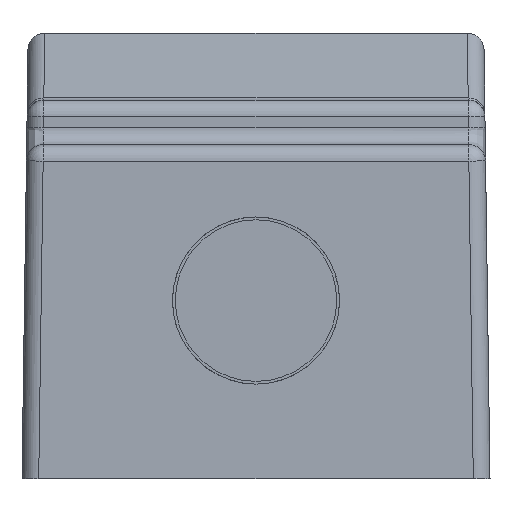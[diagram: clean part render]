
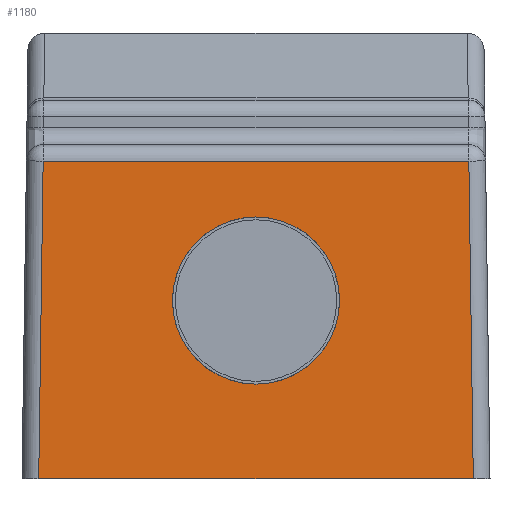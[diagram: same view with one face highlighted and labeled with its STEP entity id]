
A CAD part, front view. The second image highlights one B-rep face of the part: STEP entity #1180.
In plain terms, the highlighted planar face has unit normal (0, -1, 0.012).
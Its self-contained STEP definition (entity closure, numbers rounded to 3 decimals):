
#143=DIRECTION('',(-1.,0.,0.));
#144=VECTOR('',#143,7.641);
#145=CARTESIAN_POINT('',(-1.22,18.77,-2.296));
#146=LINE('',#145,#144);
#151=DIRECTION('',(0.014,-0.012,-1.));
#152=VECTOR('',#151,5.705);
#153=CARTESIAN_POINT('',(-1.22,18.77,-2.296));
#154=LINE('',#153,#152);
#155=DIRECTION('',(0.014,0.012,1.));
#156=VECTOR('',#155,5.705);
#157=CARTESIAN_POINT('',(-8.94,18.7,-8.));
#158=LINE('',#157,#156);
#159=CARTESIAN_POINT('',(-1.14,18.7,-8.));
#189=CARTESIAN_POINT('',(-8.94,18.7,-8.));
#191=DIRECTION('',(1.,0.,0.));
#192=VECTOR('',#191,7.8);
#193=CARTESIAN_POINT('',(-8.94,18.7,-8.));
#194=LINE('',#193,#192);
#733=CARTESIAN_POINT('',(-5.04,18.721,-6.3));
#734=CARTESIAN_POINT('',(-5.146,18.721,-6.3));
#735=CARTESIAN_POINT('',(-5.352,18.721,-6.278));
#736=CARTESIAN_POINT('',(-5.654,18.722,-6.181));
#737=CARTESIAN_POINT('',(-5.928,18.724,-6.023));
#738=CARTESIAN_POINT('',(-6.16,18.727,-5.814));
#739=CARTESIAN_POINT('',(-6.347,18.73,-5.558));
#740=CARTESIAN_POINT('',(-6.476,18.733,-5.269));
#741=CARTESIAN_POINT('',(-6.543,18.737,-4.96));
#742=CARTESIAN_POINT('',(-6.543,18.741,-4.644));
#743=CARTESIAN_POINT('',(-6.478,18.745,-4.336));
#744=CARTESIAN_POINT('',(-6.35,18.748,-4.047));
#745=CARTESIAN_POINT('',(-6.165,18.751,-3.791));
#746=CARTESIAN_POINT('',(-5.932,18.754,-3.58));
#747=CARTESIAN_POINT('',(-5.657,18.756,-3.42));
#748=CARTESIAN_POINT('',(-5.354,18.757,-3.322));
#749=CARTESIAN_POINT('',(-5.146,18.757,-3.3));
#750=CARTESIAN_POINT('',(-5.04,18.757,-3.3));
#761=CARTESIAN_POINT('',(-5.04,18.757,-3.3));
#762=CARTESIAN_POINT('',(-4.934,18.757,-3.3));
#763=CARTESIAN_POINT('',(-4.728,18.757,-3.322));
#764=CARTESIAN_POINT('',(-4.426,18.756,-3.419));
#765=CARTESIAN_POINT('',(-4.152,18.754,-3.577));
#766=CARTESIAN_POINT('',(-3.92,18.751,-3.786));
#767=CARTESIAN_POINT('',(-3.733,18.748,-4.042));
#768=CARTESIAN_POINT('',(-3.604,18.745,-4.331));
#769=CARTESIAN_POINT('',(-3.537,18.741,-4.64));
#770=CARTESIAN_POINT('',(-3.537,18.737,-4.956));
#771=CARTESIAN_POINT('',(-3.602,18.733,-5.264));
#772=CARTESIAN_POINT('',(-3.73,18.73,-5.553));
#773=CARTESIAN_POINT('',(-3.915,18.727,-5.809));
#774=CARTESIAN_POINT('',(-4.148,18.724,-6.02));
#775=CARTESIAN_POINT('',(-4.423,18.722,-6.18));
#776=CARTESIAN_POINT('',(-4.726,18.721,-6.278));
#777=CARTESIAN_POINT('',(-4.934,18.721,-6.3));
#778=CARTESIAN_POINT('',(-5.04,18.721,-6.3));
#888=VERTEX_POINT('',#159);
#898=VERTEX_POINT('',#189);
#899=CARTESIAN_POINT('',(-1.22,18.77,-2.296));
#900=VERTEX_POINT('',#899);
#903=CARTESIAN_POINT('',(-8.86,18.77,-2.296));
#904=VERTEX_POINT('',#903);
#905=VERTEX_POINT('',#733);
#906=VERTEX_POINT('',#750);
#1160=CARTESIAN_POINT('',(-5.04,18.7,
-7.996));
#1161=DIRECTION('',(0.,1.,-0.012));
#1162=DIRECTION('',(0.,-0.012,-1.));
#1163=AXIS2_PLACEMENT_3D('',#1160,#1161,#1162);
#1164=PLANE('',#1163);
#1166=ORIENTED_EDGE('',*,*,#1165,.T.);
#1168=ORIENTED_EDGE('',*,*,#1167,.F.);
#1170=ORIENTED_EDGE('',*,*,#1169,.T.);
#1171=ORIENTED_EDGE('',*,*,#1151,.F.);
#1172=EDGE_LOOP('',(#1166,#1168,#1170,#1171));
#1173=FACE_OUTER_BOUND('',#1172,.F.);
#1175=ORIENTED_EDGE('',*,*,#1174,.F.);
#1177=ORIENTED_EDGE('',*,*,#1176,.F.);
#1178=EDGE_LOOP('',(#1175,#1177));
#1179=FACE_BOUND('',#1178,.F.);
#1180=ADVANCED_FACE('',(#1173,#1179),#1164,.F.);
#751=B_SPLINE_CURVE_WITH_KNOTS('',3,(#733,#734,#735,#736,#737,#738,#739,#740,
#741,#742,#743,#744,#745,#746,#747,#748,#749,#750),.UNSPECIFIED.,.F.,.F.,(4,1,1,
1,1,1,1,1,1,1,1,1,1,1,1,4),(0.,0.067,0.133,0.2,
0.267,0.333,0.4,0.467,0.533,
0.6,0.667,0.733,0.8,0.867,
0.933,1.),.UNSPECIFIED.);
#779=B_SPLINE_CURVE_WITH_KNOTS('',3,(#761,#762,#763,#764,#765,#766,#767,#768,
#769,#770,#771,#772,#773,#774,#775,#776,#777,#778),.UNSPECIFIED.,.F.,.F.,(4,1,1,
1,1,1,1,1,1,1,1,1,1,1,1,4),(0.,0.067,0.133,0.2,
0.267,0.333,0.4,0.467,0.533,
0.6,0.667,0.733,0.8,0.867,
0.933,1.),.UNSPECIFIED.);
#1151=EDGE_CURVE('',#900,#904,#146,.T.);
#1165=EDGE_CURVE('',#900,#888,#154,.T.);
#1167=EDGE_CURVE('',#898,#888,#194,.T.);
#1169=EDGE_CURVE('',#898,#904,#158,.T.);
#1174=EDGE_CURVE('',#905,#906,#751,.T.);
#1176=EDGE_CURVE('',#906,#905,#779,.T.);
